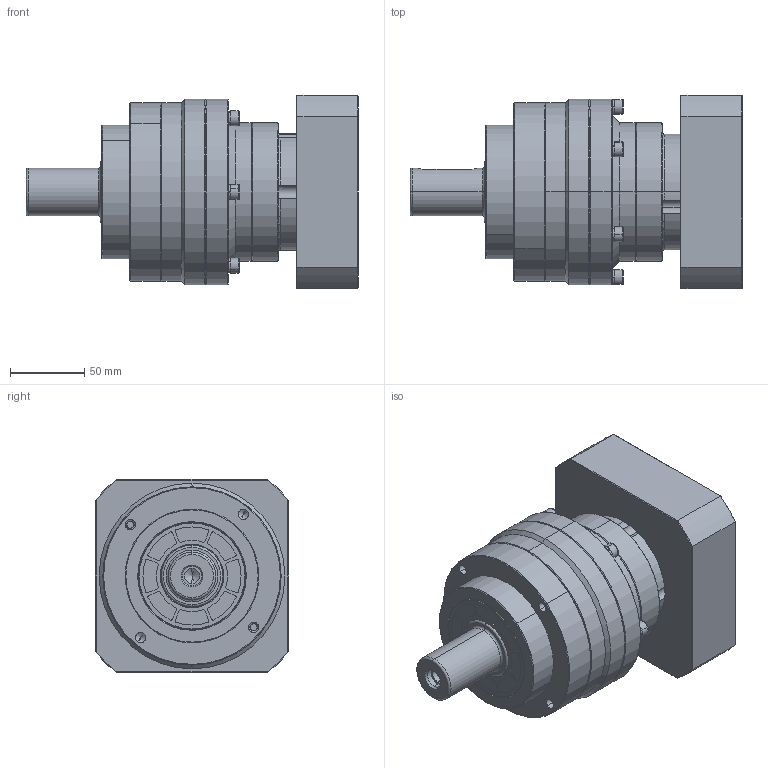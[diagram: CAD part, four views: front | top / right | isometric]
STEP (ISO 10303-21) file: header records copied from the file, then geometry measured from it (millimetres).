
FILE_DESCRIPTION (( 'STEP AP203' ), '1' );
FILE_NAME ('KE115L2-110-22-M8-145俋倛芞.step', '2022-10-19T02:11:43', ( 'PC' ), ( 'Microsoft' ), 'SwSTEP 2.0', 'SolidWorks 2016', '' );
FILE_SCHEMA (( 'CONFIG_CONTROL_DESIGN' ));
Length unit declared in the file: millimetre
Products named in the file (17): hexagon socket head cap screws gb_GB_FASTENER_SCREWS_HSHCS M6X20-N; 二级齿圈 KS115 外形图; hex socket set screws with flat point gb_GB_FASTENER_SCREWS_HSFP M12X16-N; hexagon socket head cap screws gb_GB_FASTENER_SCREWS_HSHCS M6X25-N; KE115L2-110-22-M8-145俋倛芞; spring lock washers--normal type gb_GB_FASTENER_WASHER_SW 6; KE115一级齿圈外形图; 一级整体太阳轮加夹套外形图 KB90-D22; KE115圆输出法兰外形图; 笢潔楊擘俋倛芞 KS90; KE115怀堤粣4-10俋倛芞; hexagon socket head cap screws gb_GB_FASTENER_SCREWS_HSHCS M5X20-N; 行星轮垫片AKB115 9.1x17.9x0.8 ; spring lock washers--normal type gb_GB_FASTENER_WASHER_SW 5; 蚐猾42x72x8; 萇儂楊擘AKB90 D110-M8-145F130H41.5; hexagon socket head cap screws gb_GB_FASTENER_SCREWS_HSHCS M5X25-N
Assembly tree (56 placements, depth 2):
  KE115L2-110-22-M8-145俋倛芞
    KE115一级齿圈外形图
    KE115圆输出法兰外形图
    KE115怀堤粣4-10俋倛芞
    行星轮垫片AKB115 9.1x17.9x0.8   x2
    蚐猾42x72x8
    hexagon socket head cap screws gb_GB_FASTENER_SCREWS_HSHCS M5X25-N  x12
    二级齿圈 KS115 外形图
    hexagon socket head cap screws gb_GB_FASTENER_SCREWS_HSHCS M6X25-N  x6
    spring lock washers--normal type gb_GB_FASTENER_WASHER_SW 6  x6
    一级整体太阳轮加夹套外形图 KB90-D22
    笢潔楊擘俋倛芞 KS90
    hexagon socket head cap screws gb_GB_FASTENER_SCREWS_HSHCS M5X20-N  x10
    spring lock washers--normal type gb_GB_FASTENER_WASHER_SW 5  x10
    萇儂楊擘AKB90 D110-M8-145F130H41.5
    hexagon socket head cap screws gb_GB_FASTENER_SCREWS_HSHCS M6X20-N
    hex socket set screws with flat point gb_GB_FASTENER_SCREWS_HSFP M12X16-N
Bounding box: 223.5 x 130 x 130 mm (x, y, z)
Volume: 1515195.6 mm3; surface area: 264142.4 mm2
Topology: 57 solids, 57 shells, 1490 faces, 3481 edges, 2099 vertices
Faces by surface type: plane 639, cylinder 496, cone 276, torus 79
Entity records: 23997 total; most frequent: CARTESIAN_POINT 3985, DIRECTION 3958, ORIENTED_EDGE 3298, EDGE_CURVE 1649, AXIS2_PLACEMENT_3D 1607, VERTEX_POINT 1042, EDGE_LOOP 845, CIRCLE 829
